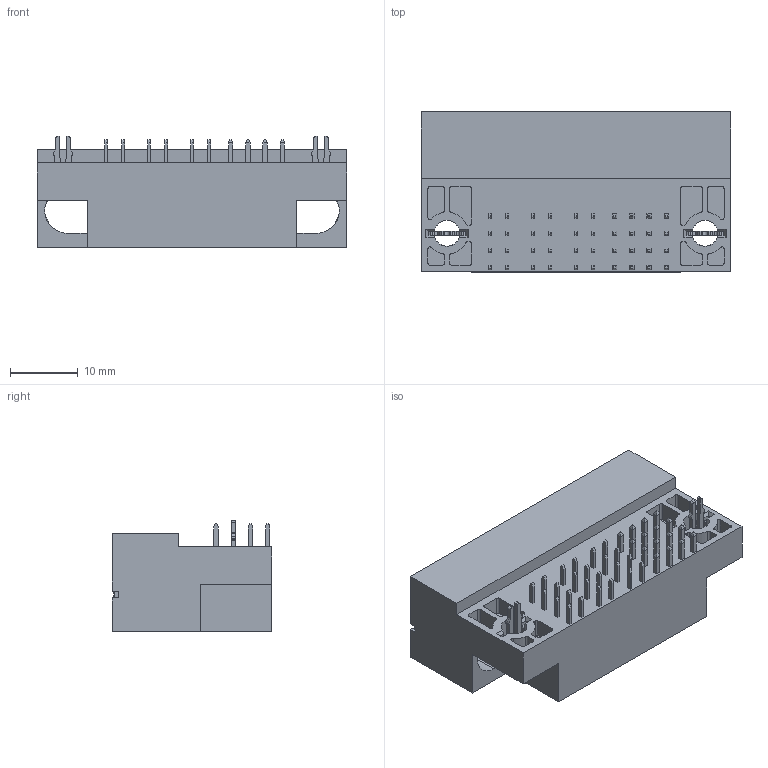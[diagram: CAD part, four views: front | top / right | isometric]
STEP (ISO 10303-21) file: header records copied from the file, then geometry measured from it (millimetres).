
FILE_DESCRIPTION( ('This file contains a STEP AP42 implementation' ,'as created by ZW3D STEP Interface translator.') ,'2;1' );
FILE_NAME( 'P3MRA-03-016W5W5AMA1.stp' ,'23 925. 82226', (''), ('ZWCAD Software Co.'), 'Version 1.0', 'ZW3D to STEP translator', '' );
FILE_SCHEMA(('AUTOMOTIVE_DESIGN { 1 0 10303 214 1 1 1 1 }'));
Length unit declared in the file: millimetre
Products named in the file (2): 0; P3MRA-03-016W5W5AMA1
Bounding box: 45.72 x 23.62 x 16.51 mm (x, y, z)
Volume: 11425.7 mm3; surface area: 6391.2 mm2
Topology: 1 solids, 1 shells, 753 faces, 2028 edges, 1321 vertices
Faces by surface type: plane 608, bspline 105, cylinder 36, cone 4
Entity records: 25867 total; most frequent: CARTESIAN_POINT 6541, ORIENTED_EDGE 4056, DIRECTION 3487, EDGE_CURVE 2028, VECTOR 1671, LINE 1671, VERTEX_POINT 1321, AXIS2_PLACEMENT_3D 908
